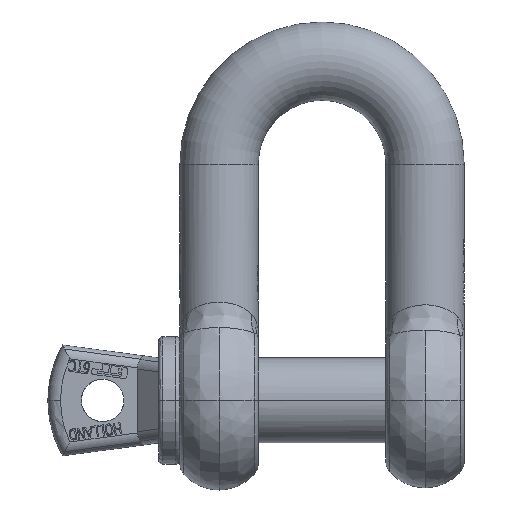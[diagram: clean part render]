
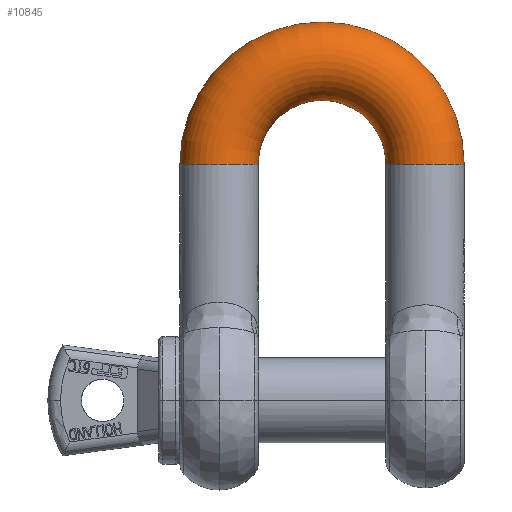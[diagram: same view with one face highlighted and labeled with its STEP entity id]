
A CAD part, top view. The second image highlights one B-rep face of the part: STEP entity #10845.
In plain terms, the highlighted toroidal (fillet/blend) face has major radius 46 mm and minor radius 17.5 mm.
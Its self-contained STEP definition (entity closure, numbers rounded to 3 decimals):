
#4677=AXIS2_PLACEMENT_3D('Circle Axis2P3D',#4675,#4676,$) ;
#5208=AXIS2_PLACEMENT_3D('Circle Axis2P3D',#5206,#5207,$) ;
#5222=AXIS2_PLACEMENT_3D('Circle Axis2P3D',#5220,#5221,$) ;
#10832=AXIS2_PLACEMENT_3D('Torus Axis2P3D',#10829,#10830,#10831) ;
#10836=AXIS2_PLACEMENT_3D('Circle Axis2P3D',#10834,#10835,$) ;
#2297=CARTESIAN_POINT('Vertex',(28.5,105.5,0.)) ;
#2304=CARTESIAN_POINT('Vertex',(63.5,105.5,0.)) ;
#4675=CARTESIAN_POINT('Axis2P3D Location',(46.,105.5,0.)) ;
#5206=CARTESIAN_POINT('Axis2P3D Location',(0.,105.5,0.)) ;
#5210=CARTESIAN_POINT('Vertex',(-28.5,105.5,0.)) ;
#5217=CARTESIAN_POINT('Vertex',(-63.5,105.5,0.)) ;
#5220=CARTESIAN_POINT('Axis2P3D Location',(0.,105.5,0.)) ;
#10829=CARTESIAN_POINT('Axis2P3D Location',(0.,105.5,0.)) ;
#10834=CARTESIAN_POINT('Axis2P3D Location',(-46.,105.5,0.)) ;
#4676=DIRECTION('Axis2P3D Direction',(0.,-1.,0.)) ;
#5207=DIRECTION('Axis2P3D Direction',(0.,0.,-1.)) ;
#5221=DIRECTION('Axis2P3D Direction',(0.,0.,-1.)) ;
#10830=DIRECTION('Axis2P3D Direction',(0.,0.,-1.)) ;
#10831=DIRECTION('Axis2P3D XDirection',(-1.,0.,0.)) ;
#10835=DIRECTION('Axis2P3D Direction',(0.,-1.,0.)) ;
#10840=ORIENTED_EDGE('',*,*,#5224,.F.) ;
#10841=ORIENTED_EDGE('',*,*,#10838,.F.) ;
#10842=ORIENTED_EDGE('',*,*,#5212,.F.) ;
#10843=ORIENTED_EDGE('',*,*,#4679,.T.) ;
#10845=ADVANCED_FACE('',(#10844),#10833,.T.) ;
#4678=CIRCLE('generated circle',#4677,17.5) ;
#5209=CIRCLE('generated circle',#5208,28.5) ;
#5223=CIRCLE('generated circle',#5222,63.5) ;
#10837=CIRCLE('generated circle',#10836,17.5) ;
#10833=TOROIDAL_SURFACE('homeo Torus',#10832,46.,17.5) ;
#4679=EDGE_CURVE('',#2298,#2305,#4678,.F.) ;
#5212=EDGE_CURVE('',#2298,#5211,#5209,.F.) ;
#5224=EDGE_CURVE('',#5218,#2305,#5223,.T.) ;
#10838=EDGE_CURVE('',#5211,#5218,#10837,.T.) ;
#10839=EDGE_LOOP('',(#10840,#10841,#10842,#10843)) ;
#10844=FACE_OUTER_BOUND('',#10839,.T.) ;
#2298=VERTEX_POINT('',#2297) ;
#2305=VERTEX_POINT('',#2304) ;
#5211=VERTEX_POINT('',#5210) ;
#5218=VERTEX_POINT('',#5217) ;
